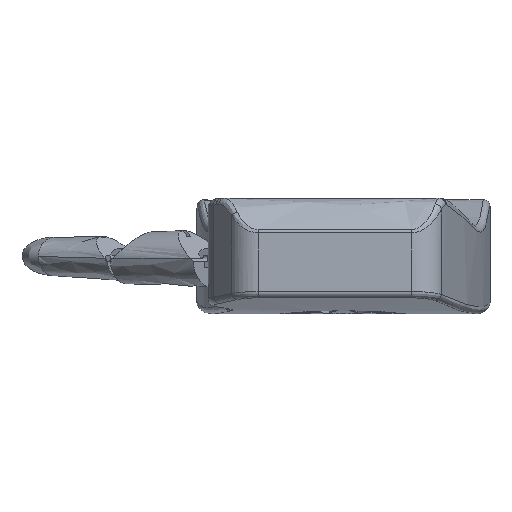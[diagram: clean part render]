
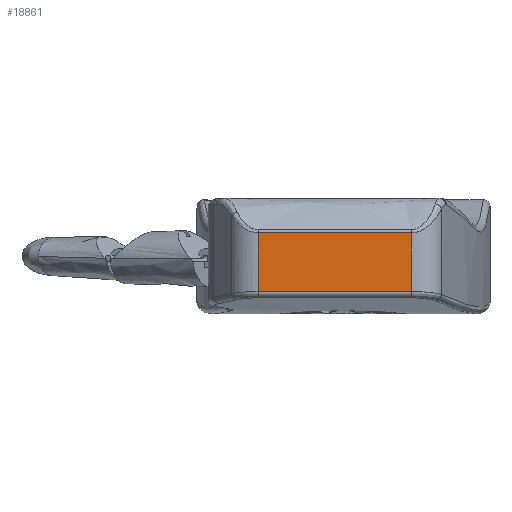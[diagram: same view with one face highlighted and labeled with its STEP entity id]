
A CAD part, front view. The second image highlights one B-rep face of the part: STEP entity #18861.
In plain terms, the highlighted planar face has unit normal (0, -1, 0).
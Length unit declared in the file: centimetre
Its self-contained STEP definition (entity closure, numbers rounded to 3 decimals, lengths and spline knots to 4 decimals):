
#293 = ORIENTED_EDGE ( 'NONE', *, *, #7756, .T. ) ;
#924 = CARTESIAN_POINT ( 'NONE',  ( -4.6, -5.5, -0.928 ) ) ;
#967 = VERTEX_POINT ( 'NONE', #8507 ) ;
#1888 = LINE ( 'NONE', #10082, #24412 ) ;
#2034 = LINE ( 'NONE', #20300, #12519 ) ;
#2514 = CARTESIAN_POINT ( 'NONE',  ( -4.6, -5.5, 0.9142 ) ) ;
#3199 = DIRECTION ( 'NONE',  ( -1., 0., 0. ) ) ;
#3449 = CARTESIAN_POINT ( 'NONE',  ( -4.6, -5.5, 2. ) ) ;
#3559 = ORIENTED_EDGE ( 'NONE', *, *, #33698, .T. ) ;
#5213 = CARTESIAN_POINT ( 'NONE',  ( -2.672, -5.5, -0.928 ) ) ;
#6595 = CARTESIAN_POINT ( 'NONE',  ( -2.672, -5.5, 0.9142 ) ) ;
#7756 = EDGE_CURVE ( 'NONE', #967, #28510, #13441, .T. ) ;
#8507 = CARTESIAN_POINT ( 'NONE',  ( 2.1189, -5.5, 0.9142 ) ) ;
#8920 = DIRECTION ( 'NONE',  ( 0., 0., 1. ) ) ;
#10082 = CARTESIAN_POINT ( 'NONE',  ( -2.672, -5.5, 2. ) ) ;
#10625 = CARTESIAN_POINT ( 'NONE',  ( 2.1189, -5.5, -0.928 ) ) ;
#11802 = EDGE_CURVE ( 'NONE', #32935, #31838, #24332, .T. ) ;
#12519 = VECTOR ( 'NONE', #33297, 100. ) ;
#12782 = ORIENTED_EDGE ( 'NONE', *, *, #11802, .T. ) ;
#13441 = LINE ( 'NONE', #2514, #17266 ) ;
#14258 = AXIS2_PLACEMENT_3D ( 'NONE', #3449, #32315, #8920 ) ;
#17266 = VECTOR ( 'NONE', #3199, 100. ) ;
#18861 = ADVANCED_FACE ( 'NONE', ( #21878 ), #26857, .F. ) ;
#20300 = CARTESIAN_POINT ( 'NONE',  ( 2.1189, -5.5, 2. ) ) ;
#21756 = DIRECTION ( 'NONE',  ( 1., 0., 0. ) ) ;
#21878 = FACE_OUTER_BOUND ( 'NONE', #23492, .T. ) ;
#23492 = EDGE_LOOP ( 'NONE', ( #3559, #12782, #26176, #293 ) ) ;
#24332 = LINE ( 'NONE', #924, #33258 ) ;
#24412 = VECTOR ( 'NONE', #24957, 100. ) ;
#24957 = DIRECTION ( 'NONE',  ( 0., 0., -1. ) ) ;
#26176 = ORIENTED_EDGE ( 'NONE', *, *, #29007, .T. ) ;
#26857 = PLANE ( 'NONE',  #14258 ) ;
#28510 = VERTEX_POINT ( 'NONE', #6595 ) ;
#29007 = EDGE_CURVE ( 'NONE', #31838, #967, #2034, .T. ) ;
#31838 = VERTEX_POINT ( 'NONE', #10625 ) ;
#32315 = DIRECTION ( 'NONE',  ( 0., 1., 0. ) ) ;
#32935 = VERTEX_POINT ( 'NONE', #5213 ) ;
#33258 = VECTOR ( 'NONE', #21756, 100. ) ;
#33297 = DIRECTION ( 'NONE',  ( 0., 0., 1. ) ) ;
#33698 = EDGE_CURVE ( 'NONE', #28510, #32935, #1888, .T. ) ;
